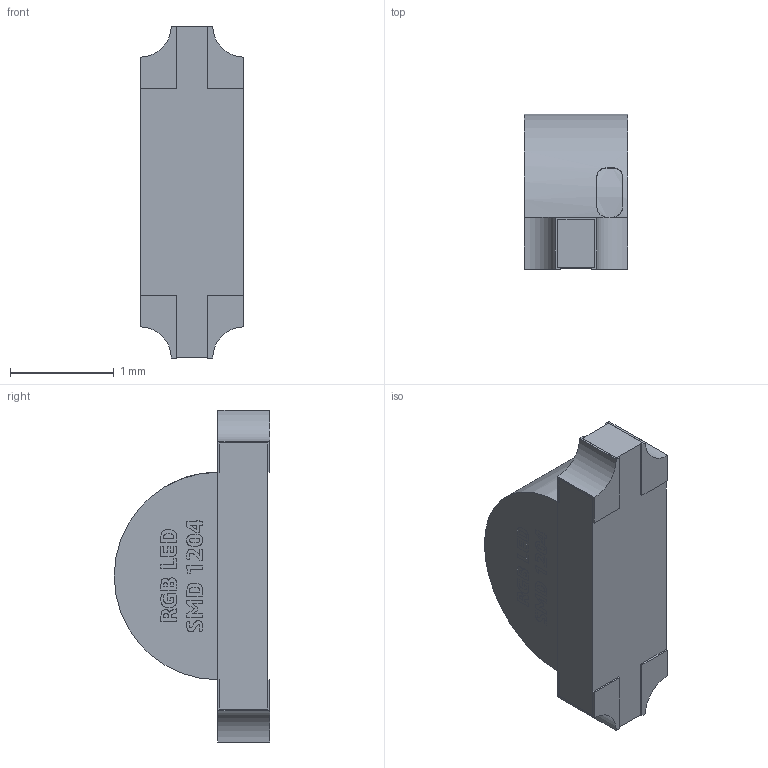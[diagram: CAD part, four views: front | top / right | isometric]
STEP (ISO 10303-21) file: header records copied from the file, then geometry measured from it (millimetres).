
FILE_DESCRIPTION (( 'STEP AP214' ), '1' );
FILE_NAME ('59A3DD6E-E408-403C-AC25-E70DE1D7A304.STEP', '2023-11-08T12:35:19', ( '' ), ( '' ), 'SwSTEP 2.0', 'SolidWorks 2022', '' );
FILE_SCHEMA (( 'AUTOMOTIVE_DESIGN' ));
Length unit declared in the file: millimetre
Products named in the file (1): 59A3DD6E-E408-403C-AC25-E70DE1D7A304
Bounding box: 1 x 1.5 x 3.2 mm (x, y, z)
Volume: 3 mm3; surface area: 14.1 mm2
Topology: 1 solids, 1 shells, 487 faces, 1294 edges, 858 vertices
Faces by surface type: plane 307, bspline 159, cylinder 21
Entity records: 24146 total; most frequent: CARTESIAN_POINT 11577, ORIENTED_EDGE 2588, DIRECTION 1669, EDGE_CURVE 1294, VECTOR 925, LINE 925, VERTEX_POINT 858, EDGE_LOOP 536
